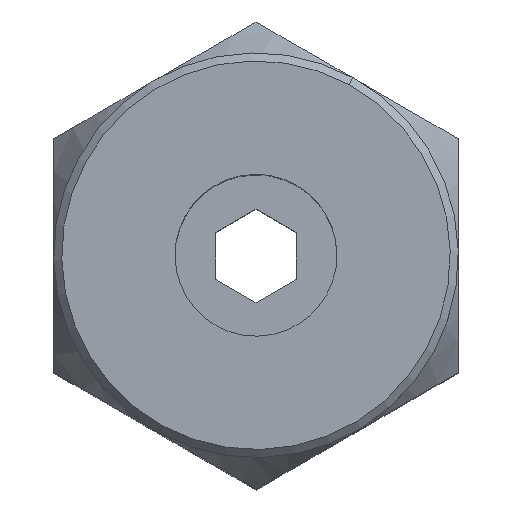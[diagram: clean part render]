
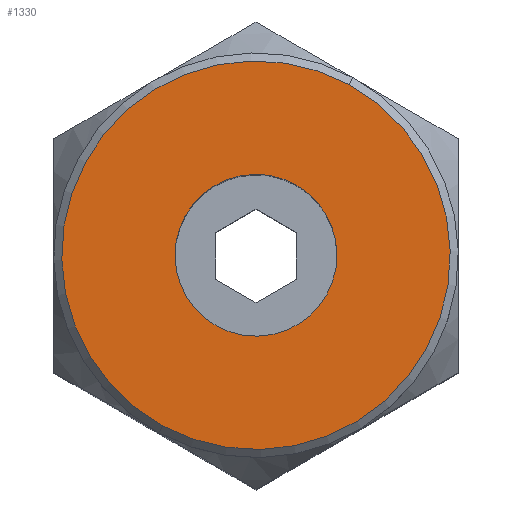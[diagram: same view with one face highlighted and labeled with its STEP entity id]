
A CAD part, top view. The second image highlights one B-rep face of the part: STEP entity #1330.
In plain terms, the highlighted planar face has unit normal (0, 0, 1).
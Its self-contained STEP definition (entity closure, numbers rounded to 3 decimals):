
#1105=CARTESIAN_POINT('Vertex',(-2.301,-4.212,16.5)) ;
#1108=CARTESIAN_POINT('Axis2P3D Location',(0.,0.,16.5)) ;
#1112=CARTESIAN_POINT('Vertex',(2.301,4.212,16.5)) ;
#1132=CARTESIAN_POINT('Axis2P3D Location',(0.,0.,16.5)) ;
#1303=CARTESIAN_POINT('Axis2P3D Location',(0.,5.,16.5)) ;
#1312=CARTESIAN_POINT('Axis2P3D Location',(0.,0.,16.5)) ;
#1316=CARTESIAN_POINT('Vertex',(-1.755,0.959,16.5)) ;
#1318=CARTESIAN_POINT('Vertex',(1.755,-0.959,16.5)) ;
#1321=CARTESIAN_POINT('Axis2P3D Location',(0.,0.,16.5)) ;
#1109=DIRECTION('Axis2P3D Direction',(0.,0.,-1.)) ;
#1133=DIRECTION('Axis2P3D Direction',(0.,0.,-1.)) ;
#1304=DIRECTION('Axis2P3D Direction',(0.,0.,-1.)) ;
#1305=DIRECTION('Axis2P3D XDirection',(1.,0.,0.)) ;
#1313=DIRECTION('Axis2P3D Direction',(0.,0.,-1.)) ;
#1322=DIRECTION('Axis2P3D Direction',(0.,0.,-1.)) ;
#1110=AXIS2_PLACEMENT_3D('Circle Axis2P3D',#1108,#1109,$) ;
#1134=AXIS2_PLACEMENT_3D('Circle Axis2P3D',#1132,#1133,$) ;
#1306=AXIS2_PLACEMENT_3D('Plane Axis2P3D',#1303,#1304,#1305) ;
#1314=AXIS2_PLACEMENT_3D('Circle Axis2P3D',#1312,#1313,$) ;
#1323=AXIS2_PLACEMENT_3D('Circle Axis2P3D',#1321,#1322,$) ;
#1309=ORIENTED_EDGE('',*,*,#1114,.F.) ;
#1310=ORIENTED_EDGE('',*,*,#1136,.F.) ;
#1327=ORIENTED_EDGE('',*,*,#1320,.T.) ;
#1328=ORIENTED_EDGE('',*,*,#1325,.T.) ;
#1329=FACE_BOUND('',#1326,.T.) ;
#1330=ADVANCED_FACE('PartBody',(#1311,#1329),#1307,.F.) ;
#1111=CIRCLE('generated circle',#1110,4.8) ;
#1135=CIRCLE('generated circle',#1134,4.8) ;
#1315=CIRCLE('generated circle',#1314,2.) ;
#1324=CIRCLE('generated circle',#1323,2.) ;
#1114=EDGE_CURVE('',#1106,#1113,#1111,.T.) ;
#1136=EDGE_CURVE('',#1113,#1106,#1135,.T.) ;
#1320=EDGE_CURVE('',#1317,#1319,#1315,.T.) ;
#1325=EDGE_CURVE('',#1319,#1317,#1324,.T.) ;
#1308=EDGE_LOOP('',(#1309,#1310)) ;
#1326=EDGE_LOOP('',(#1327,#1328)) ;
#1311=FACE_OUTER_BOUND('',#1308,.T.) ;
#1307=PLANE('Plane',#1306) ;
#1106=VERTEX_POINT('',#1105) ;
#1113=VERTEX_POINT('',#1112) ;
#1317=VERTEX_POINT('',#1316) ;
#1319=VERTEX_POINT('',#1318) ;
